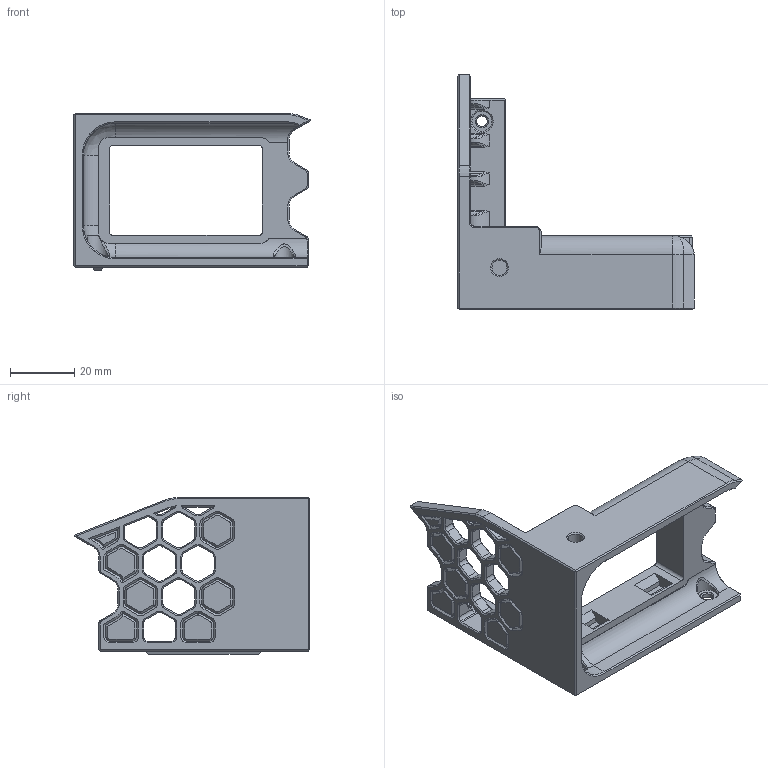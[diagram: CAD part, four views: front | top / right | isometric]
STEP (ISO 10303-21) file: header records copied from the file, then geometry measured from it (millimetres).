
FILE_DESCRIPTION(/* description */ (''),/* implementation_level */ '2;1');
FILE_NAME(/* name */ 'Inlet Skirt Corner MMU Mirrored.step',/* time_stamp */ '2024-02-28T09:43:53Z',/* author */ (''),/* organization */ (''),/* preprocessor_version */ 'ST-DEVELOPER v20',/* originating_system */ 'Autodesk Translation Framework v12.20.1.177',/* authorisation */ '');
FILE_SCHEMA (('AUTOMOTIVE_DESIGN { 1 0 10303 214 3 1 1 }'));
Length unit declared in the file: millimetre
Products named in the file (3): Inlet Skirt Corner MMU Mirrored; Primary (2); Accent (2)
Assembly tree (2 placements, depth 2):
  Inlet Skirt Corner MMU Mirrored
    Primary (2)
    Accent (2)
Bounding box: 73.76 x 73.35 x 49 mm (x, y, z)
Volume: 37881 mm3; surface area: 18780.3 mm2
Topology: 8 solids, 8 shells, 728 faces, 1837 edges, 1137 vertices
Faces by surface type: plane 370, cone 200, cylinder 90, bspline 67, torus 1
Full cylindrical faces by diameter (mm): 3.3 x3, 4.7 x1, 6.25 x2, 6.6 x1
Entity records: 23053 total; most frequent: CARTESIAN_POINT 5736, ORIENTED_EDGE 3674, DIRECTION 3434, EDGE_CURVE 1837, LINE 1208, VECTOR 1208, VERTEX_POINT 1137, AXIS2_PLACEMENT_3D 1113
